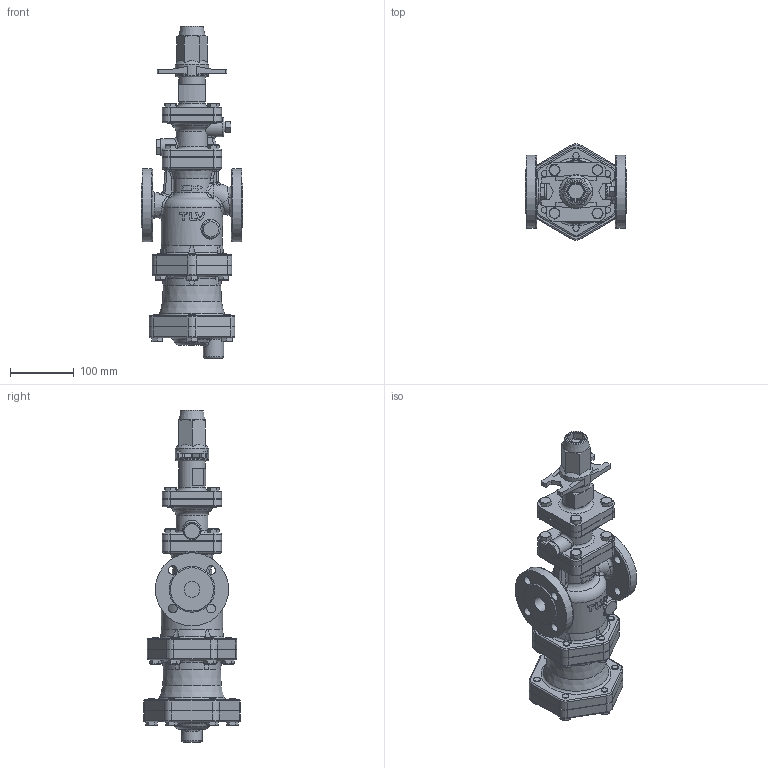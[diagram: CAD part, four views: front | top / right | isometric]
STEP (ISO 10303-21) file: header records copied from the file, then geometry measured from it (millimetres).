
FILE_DESCRIPTION(/* description */ (''),/* implementation_level */ '2;1');
FILE_NAME(/* name */ 'acs10-025-e0040-00.stp',/* time_stamp */ '2017-11-14T08:12:37+09:00',/* author */ ('nakaot'),/* organization */ (''),/* preprocessor_version */ 'ST-DEVELOPER v15.6',/* originating_system */ 'Autodesk Inventor 2015',/* authorisation */ '');
FILE_SCHEMA (('CONFIG_CONTROL_DESIGN'));
Length unit declared in the file: millimetre
Products named in the file (1): acs10-025-e0040-00
Bounding box: 160 x 152.01 x 522 mm (x, y, z)
Volume: 3453892.1 mm3; surface area: 342275.6 mm2
Topology: 1 solids, 1 shells, 980 faces, 2361 edges, 1455 vertices
Faces by surface type: plane 360, cylinder 241, cone 160, bspline 106, torus 101, sphere 12
Full cylindrical faces by diameter (mm): 10 x40, 12 x20, 14 x8, 17.475 x1, 25 x2, 27 x1, 30 x1, 32 x1, 42 x1, 52 x1, 62.069 x1, 70 x1, 90 x2, 96 x1, 115 x2
Entity records: 39707 total; most frequent: CARTESIAN_POINT 18724, ORIENTED_EDGE 4410, DIRECTION 4151, EDGE_CURVE 2205, AXIS2_PLACEMENT_3D 1708, VERTEX_POINT 1415, EDGE_LOOP 1224, FACE_OUTER_BOUND 980
